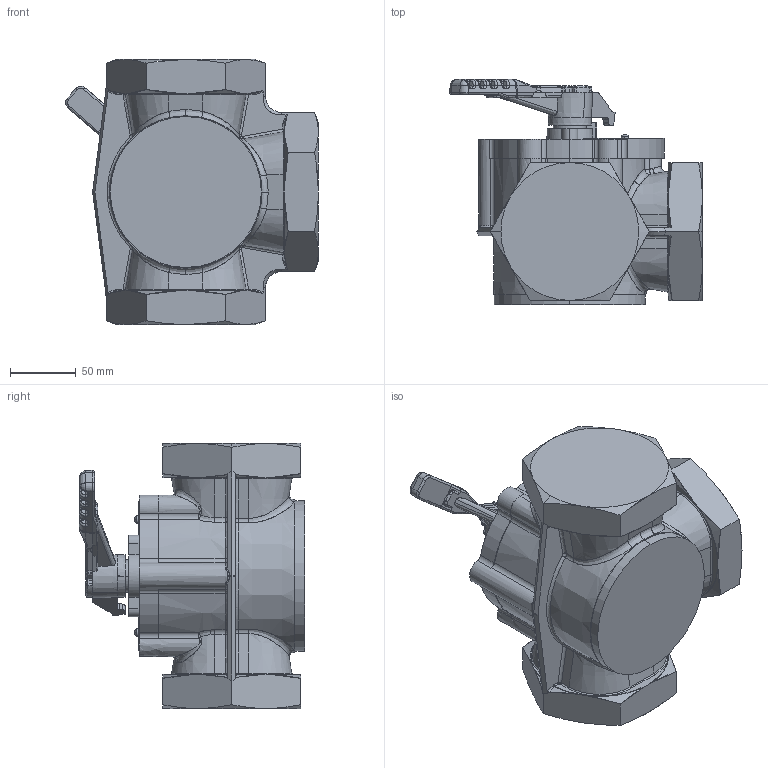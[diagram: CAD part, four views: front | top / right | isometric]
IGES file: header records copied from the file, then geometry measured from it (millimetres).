
Start section: START RECORD GO HERE.
Global section: file name: IGES_610020_-_TST.igs; native system: DASSAULT SYSTEMES CATIA Version 5-6 Release 2019 - www.3ds.com; preprocessor: V5-6R2019_5.29.3.0.06-20-2019.20.00; author: advantage; organization: CALEFFI; date: 20220128.164938; units: millimetre
Bounding box: 192.6 x 171.5 x 202 mm (x, y, z)
Surface area: 167401.4 mm2 (no closed solid volume)
Topology: 0 solids, 0 shells, 1135 faces, 6040 edges, 5971 vertices
Faces by surface type: revolution 597, plane 330, bspline 208
